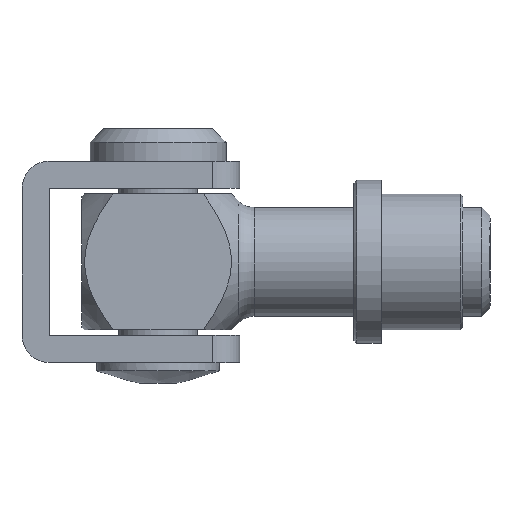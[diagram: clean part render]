
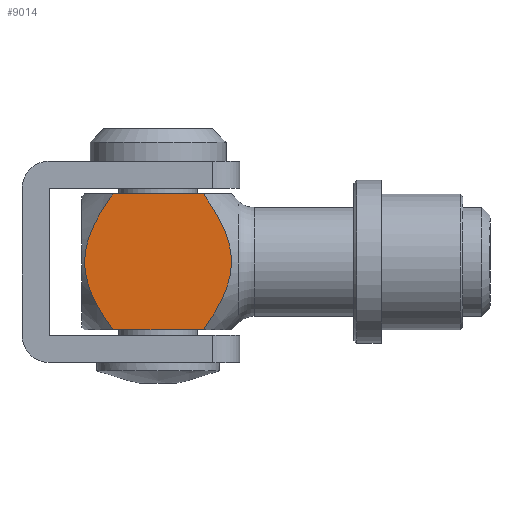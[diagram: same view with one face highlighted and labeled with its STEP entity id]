
A CAD part, front view. The second image highlights one B-rep face of the part: STEP entity #9014.
In plain terms, the highlighted face is planar.
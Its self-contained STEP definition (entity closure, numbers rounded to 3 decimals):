
#37=(
BOUNDED_CURVE()
B_SPLINE_CURVE(2,(#14907,#14908,#14909),.UNSPECIFIED.,.F.,.F.)
B_SPLINE_CURVE_WITH_KNOTS((3,3),(0.582,4.006),
 .UNSPECIFIED.)
CURVE()
GEOMETRIC_REPRESENTATION_ITEM()
RATIONAL_B_SPLINE_CURVE((1.197,1.693,1.197))
REPRESENTATION_ITEM('')
);
#42=(
BOUNDED_CURVE()
B_SPLINE_CURVE(2,(#14955,#14956,#14957),.UNSPECIFIED.,.F.,.F.)
B_SPLINE_CURVE_WITH_KNOTS((3,3),(0.39,3.565),
 .UNSPECIFIED.)
CURVE()
GEOMETRIC_REPRESENTATION_ITEM()
RATIONAL_B_SPLINE_CURVE((1.129,1.596,1.129))
REPRESENTATION_ITEM('')
);
#1303=LINE('',#14932,#2355);
#1307=LINE('',#14953,#2359);
#2355=VECTOR('',#12020,10.);
#2359=VECTOR('',#12030,10.);
#2762=PLANE('',#9735);
#3228=FACE_OUTER_BOUND('',#3735,.T.);
#3735=EDGE_LOOP('',(#8532,#8533,#8534,#8535));
#4701=VERTEX_POINT('',#14902);
#4702=VERTEX_POINT('',#14906);
#4708=VERTEX_POINT('',#14931);
#4713=VERTEX_POINT('',#14949);
#5970=EDGE_CURVE('',#4702,#4701,#37,.T.);
#5980=EDGE_CURVE('',#4702,#4708,#1303,.T.);
#5988=EDGE_CURVE('',#4701,#4713,#1307,.T.);
#5989=EDGE_CURVE('',#4713,#4708,#42,.T.);
#8532=ORIENTED_EDGE('',*,*,#5970,.T.);
#8533=ORIENTED_EDGE('',*,*,#5988,.T.);
#8534=ORIENTED_EDGE('',*,*,#5989,.T.);
#8535=ORIENTED_EDGE('',*,*,#5980,.F.);
#9014=ADVANCED_FACE('',(#3228),#2762,.T.);
#9735=AXIS2_PLACEMENT_3D('',#14954,#12031,#12032);
#12020=DIRECTION('',(0.,0.,1.));
#12030=DIRECTION('',(0.,0.,1.));
#12031=DIRECTION('center_axis',(0.,1.,0.));
#12032=DIRECTION('ref_axis',(0.,0.,1.));
#14902=CARTESIAN_POINT('',(-12.5,12.5,7.678));
#14906=CARTESIAN_POINT('',(12.5,12.5,7.678));
#14907=CARTESIAN_POINT('Ctrl Pts',(12.5,12.5,7.678));
#14908=CARTESIAN_POINT('Ctrl Pts',(0.,12.5,-1.161));
#14909=CARTESIAN_POINT('Ctrl Pts',(-12.5,12.5,7.678));
#14931=CARTESIAN_POINT('',(12.5,12.5,24.322));
#14932=CARTESIAN_POINT('',(12.5,12.5,0.));
#14949=CARTESIAN_POINT('',(-12.5,12.5,24.322));
#14953=CARTESIAN_POINT('',(-12.5,12.5,0.));
#14954=CARTESIAN_POINT('Origin',(-12.5,12.5,0.));
#14955=CARTESIAN_POINT('Ctrl Pts',(-12.5,12.5,24.322));
#14956=CARTESIAN_POINT('Ctrl Pts',(0.,12.5,33.161));
#14957=CARTESIAN_POINT('Ctrl Pts',(12.5,12.5,24.322));
